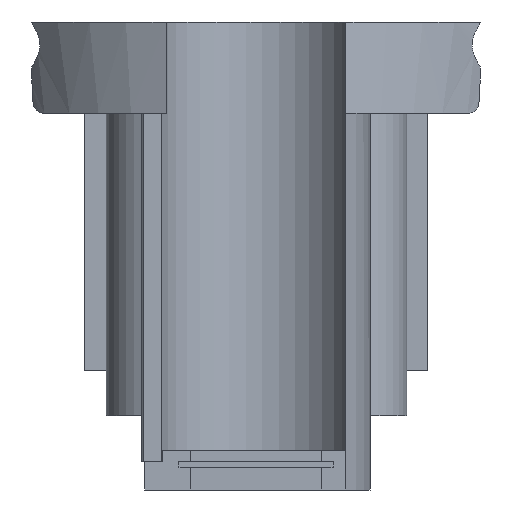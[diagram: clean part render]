
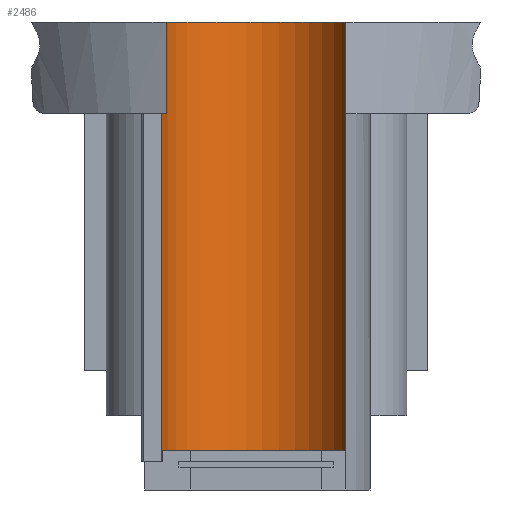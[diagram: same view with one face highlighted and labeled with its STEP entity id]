
A CAD part, left-side view. The second image highlights one B-rep face of the part: STEP entity #2486.
In plain terms, the highlighted cylindrical face has radius 8.5 mm (diameter 17 mm), a partial arc.
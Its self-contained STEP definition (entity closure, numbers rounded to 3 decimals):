
#173=CYLINDRICAL_SURFACE('',#2699,8.5);
#289=FACE_OUTER_BOUND('',#428,.T.);
#428=EDGE_LOOP('',(#2288,#2289,#2290,#2291,#2292,#2293,#2294,#2295,#2296,
#2297,#2298,#2299));
#602=LINE('',#3926,#877);
#612=LINE('',#3946,#887);
#712=LINE('',#4189,#987);
#713=LINE('',#4190,#988);
#714=LINE('',#4191,#989);
#715=LINE('',#4192,#990);
#877=VECTOR('',#3103,10.);
#887=VECTOR('',#3125,10.);
#987=VECTOR('',#3339,10.);
#988=VECTOR('',#3340,10.);
#989=VECTOR('',#3341,10.);
#990=VECTOR('',#3342,10.);
#1014=CIRCLE('',#2573,8.5);
#1017=CIRCLE('',#2576,8.5);
#1039=CIRCLE('',#2641,8.5);
#1040=CIRCLE('',#2644,8.5);
#1044=CIRCLE('',#2649,8.5);
#1051=CIRCLE('',#2698,8.5);
#1099=VERTEX_POINT('',#3606);
#1100=VERTEX_POINT('',#3608);
#1105=VERTEX_POINT('',#3618);
#1106=VERTEX_POINT('',#3620);
#1211=VERTEX_POINT('',#3903);
#1217=VERTEX_POINT('',#3923);
#1218=VERTEX_POINT('',#3925);
#1221=VERTEX_POINT('',#3942);
#1222=VERTEX_POINT('',#3944);
#1235=VERTEX_POINT('',#3977);
#1287=VERTEX_POINT('',#4183);
#1288=VERTEX_POINT('',#4185);
#1352=EDGE_CURVE('',#1100,#1099,#1014,.T.);
#1358=EDGE_CURVE('',#1106,#1105,#1017,.T.);
#1508=EDGE_CURVE('',#1218,#1217,#602,.T.);
#1516=EDGE_CURVE('',#1217,#1211,#1039,.T.);
#1519=EDGE_CURVE('',#1221,#1222,#612,.T.);
#1520=EDGE_CURVE('',#1218,#1222,#1040,.T.);
#1536=EDGE_CURVE('',#1221,#1235,#1044,.T.);
#1632=EDGE_CURVE('',#1287,#1288,#1051,.T.);
#1633=EDGE_CURVE('',#1106,#1211,#712,.T.);
#1634=EDGE_CURVE('',#1105,#1287,#713,.T.);
#1635=EDGE_CURVE('',#1288,#1100,#714,.T.);
#1636=EDGE_CURVE('',#1099,#1235,#715,.T.);
#2288=ORIENTED_EDGE('',*,*,#1516,.T.);
#2289=ORIENTED_EDGE('',*,*,#1633,.F.);
#2290=ORIENTED_EDGE('',*,*,#1358,.T.);
#2291=ORIENTED_EDGE('',*,*,#1634,.T.);
#2292=ORIENTED_EDGE('',*,*,#1632,.T.);
#2293=ORIENTED_EDGE('',*,*,#1635,.T.);
#2294=ORIENTED_EDGE('',*,*,#1352,.T.);
#2295=ORIENTED_EDGE('',*,*,#1636,.T.);
#2296=ORIENTED_EDGE('',*,*,#1536,.F.);
#2297=ORIENTED_EDGE('',*,*,#1519,.T.);
#2298=ORIENTED_EDGE('',*,*,#1520,.F.);
#2299=ORIENTED_EDGE('',*,*,#1508,.T.);
#2486=ADVANCED_FACE('',(#289),#173,.F.);
#2573=AXIS2_PLACEMENT_3D('',#3609,#2846,#2847);
#2576=AXIS2_PLACEMENT_3D('',#3621,#2855,#2856);
#2641=AXIS2_PLACEMENT_3D('',#3940,#3119,#3120);
#2644=AXIS2_PLACEMENT_3D('',#3948,#3128,#3129);
#2649=AXIS2_PLACEMENT_3D('',#3978,#3150,#3151);
#2698=AXIS2_PLACEMENT_3D('',#4187,#3335,#3336);
#2699=AXIS2_PLACEMENT_3D('',#4188,#3337,#3338);
#2846=DIRECTION('center_axis',(0.,0.,
1.));
#2847=DIRECTION('ref_axis',(1.,0.,0.));
#2855=DIRECTION('center_axis',(0.,0.,
1.));
#2856=DIRECTION('ref_axis',(1.,0.,0.));
#3103=DIRECTION('',(0.,0.,1.));
#3119=DIRECTION('center_axis',(0.,0.,-1.));
#3120=DIRECTION('ref_axis',(1.,0.,0.));
#3125=DIRECTION('',(0.,0.,-1.));
#3128=DIRECTION('center_axis',(0.,0.,1.));
#3129=DIRECTION('ref_axis',(-0.375,-0.927,0.));
#3150=DIRECTION('center_axis',(0.,0.,
1.));
#3151=DIRECTION('ref_axis',(1.,0.,0.));
#3335=DIRECTION('center_axis',(0.,0.,
1.));
#3336=DIRECTION('ref_axis',(1.,0.,0.));
#3337=DIRECTION('center_axis',(0.,0.,-1.));
#3338=DIRECTION('ref_axis',(1.,0.,0.));
#3339=DIRECTION('',(0.,0.,-1.));
#3340=DIRECTION('',(0.,0.,-1.));
#3341=DIRECTION('',(0.,0.,1.));
#3342=DIRECTION('',(0.,0.,-1.));
#3606=CARTESIAN_POINT('',(-17.499,7.878,0.));
#3608=CARTESIAN_POINT('',(-16.101,8.308,0.));
#3609=CARTESIAN_POINT('Origin',(-14.314,-0.002,
0.));
#3618=CARTESIAN_POINT('',(-12.101,8.205,0.));
#3620=CARTESIAN_POINT('',(-17.501,-7.882,0.));
#3621=CARTESIAN_POINT('Origin',(-14.314,-0.002,
0.));
#3903=CARTESIAN_POINT('',(-17.501,-7.882,-37.5));
#3923=CARTESIAN_POINT('',(-12.101,8.205,-37.5));
#3925=CARTESIAN_POINT('',(-12.101,8.205,-38.5));
#3926=CARTESIAN_POINT('',(-12.101,8.205,0.));
#3940=CARTESIAN_POINT('Origin',(-14.314,-0.002,
-37.5));
#3942=CARTESIAN_POINT('',(-16.101,8.308,-8.));
#3944=CARTESIAN_POINT('',(-16.101,8.308,-38.5));
#3946=CARTESIAN_POINT('',(-16.101,8.308,-8.));
#3948=CARTESIAN_POINT('Origin',(-14.314,-0.002,
-38.5));
#3977=CARTESIAN_POINT('',(-17.499,7.878,-8.));
#3978=CARTESIAN_POINT('Origin',(-14.314,-0.002,
-8.));
#4183=CARTESIAN_POINT('',(-12.101,8.205,-1.5));
#4185=CARTESIAN_POINT('',(-16.101,8.308,-1.5));
#4187=CARTESIAN_POINT('Origin',(-14.314,-0.002,
-1.5));
#4188=CARTESIAN_POINT('Origin',(-14.314,-0.002,
0.));
#4189=CARTESIAN_POINT('',(-17.501,-7.882,0.));
#4190=CARTESIAN_POINT('',(-12.101,8.205,0.));
#4191=CARTESIAN_POINT('',(-16.101,8.308,0.));
#4192=CARTESIAN_POINT('',(-17.499,7.878,0.));
